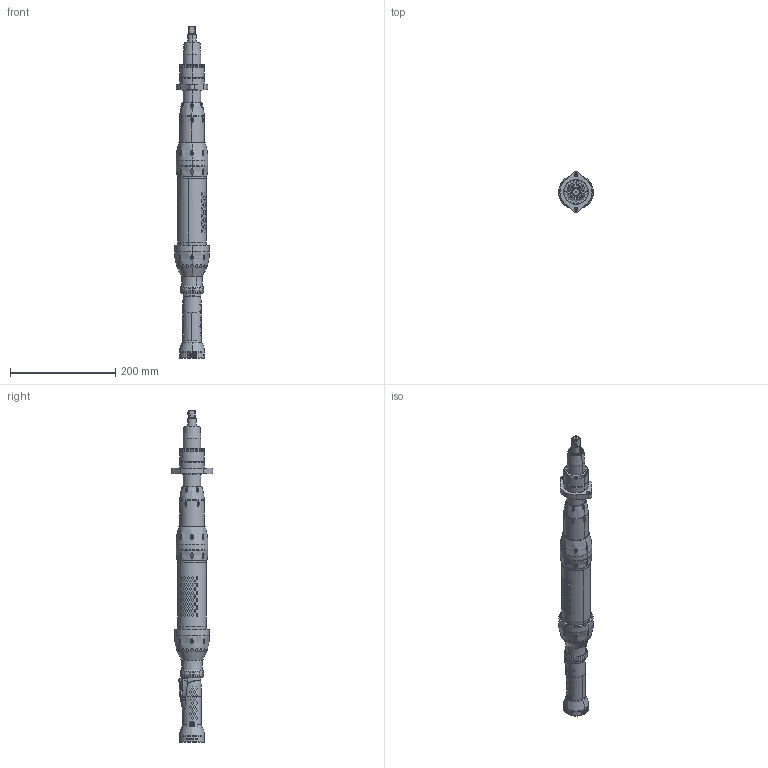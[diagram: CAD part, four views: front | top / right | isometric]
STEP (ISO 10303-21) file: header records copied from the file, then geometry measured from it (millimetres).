
FILE_DESCRIPTION((''),'2;1');
FILE_NAME('EXT_COMP_SW0014','2021-01-15T12:55:28',('INEEXTrab'),(''),'CREO PARAMETRIC BY PTC INC, 2020281','CREO PARAMETRIC BY PTC INC, 2020281','');
FILE_SCHEMA(('CONFIG_CONTROL_DESIGN'));
Products named in the file (1): EXT_COMP_SW0014
Bounding box: 66 x 78.95 x 630.3 mm (x, y, z)
Volume: 1102607.7 mm3; surface area: 109311.8 mm2
Topology: 1 solids, 2 shells, 2814 faces, 7515 edges, 4931 vertices
Faces by surface type: bspline 950, plane 848, cylinder 404, cone 261, extrusion 204, torus 128, revolution 17, sphere 2
Entity records: 165035 total; most frequent: CARTESIAN_POINT 105250, ORIENTED_EDGE 15022, DIRECTION 7718, EDGE_CURVE 7511, VERTEX_POINT 4931, B_SPLINE_CURVE_WITH_KNOTS 4419, EDGE_LOOP 3068, FACE_OUTER_BOUND 2814
